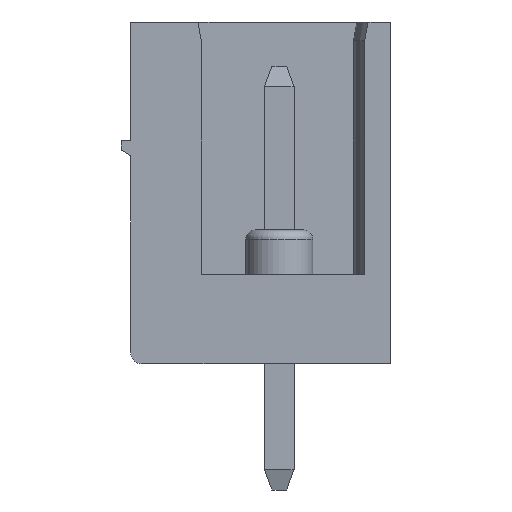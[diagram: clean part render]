
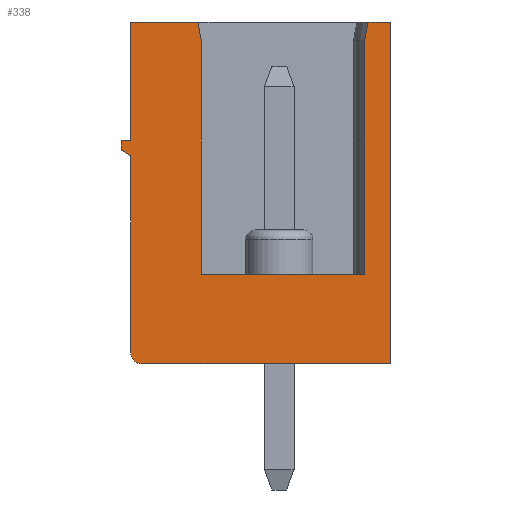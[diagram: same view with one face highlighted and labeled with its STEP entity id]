
A CAD part, left-side view. The second image highlights one B-rep face of the part: STEP entity #338.
In plain terms, the highlighted planar face has unit normal (-1, 0, 0).
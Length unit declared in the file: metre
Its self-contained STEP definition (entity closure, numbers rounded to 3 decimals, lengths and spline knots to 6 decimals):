
#338=ADVANCED_FACE('',(#822),#823,.F.);
#822=FACE_OUTER_BOUND('',#1454,.T.);
#823=PLANE('',#1455);
#1454=EDGE_LOOP('',(#2387,#2388,#2389,#2390,#2391,#2392,#2393,#2394,#2395,#2396,#2397,#2398,#2399,#2400,#2401));
#1455=AXIS2_PLACEMENT_3D('',#2402,#2403,#2404);
#2387=ORIENTED_EDGE('',*,*,#3981,.T.);
#2388=ORIENTED_EDGE('',*,*,#3982,.F.);
#2389=ORIENTED_EDGE('',*,*,#3983,.F.);
#2390=ORIENTED_EDGE('',*,*,#3984,.F.);
#2391=ORIENTED_EDGE('',*,*,#3929,.T.);
#2392=ORIENTED_EDGE('',*,*,#3836,.T.);
#2393=ORIENTED_EDGE('',*,*,#3797,.F.);
#2394=ORIENTED_EDGE('',*,*,#3965,.T.);
#2395=ORIENTED_EDGE('',*,*,#3887,.F.);
#2396=ORIENTED_EDGE('',*,*,#3985,.F.);
#2397=ORIENTED_EDGE('',*,*,#3986,.F.);
#2398=ORIENTED_EDGE('',*,*,#3987,.F.);
#2399=ORIENTED_EDGE('',*,*,#3988,.F.);
#2400=ORIENTED_EDGE('',*,*,#3989,.F.);
#2401=ORIENTED_EDGE('',*,*,#3990,.F.);
#2402=CARTESIAN_POINT('',(-1.086627,0.01086,0.000933));
#2403=DIRECTION('',(1.0,0.0,0.0));
#2404=DIRECTION('',(0.0,1.0,-0.0));
#3797=EDGE_CURVE('',#4542,#4544,#4545,.T.);
#3836=EDGE_CURVE('',#4611,#4544,#4612,.T.);
#3887=EDGE_CURVE('',#4685,#4687,#4688,.T.);
#3929=EDGE_CURVE('',#4745,#4611,#4746,.T.);
#3965=EDGE_CURVE('',#4542,#4687,#4792,.T.);
#3981=EDGE_CURVE('',#4809,#4810,#4811,.F.);
#3982=EDGE_CURVE('',#4812,#4810,#4813,.T.);
#3983=EDGE_CURVE('',#4814,#4812,#4815,.T.);
#3984=EDGE_CURVE('',#4745,#4814,#4816,.T.);
#3985=EDGE_CURVE('',#4817,#4685,#4818,.T.);
#3986=EDGE_CURVE('',#4819,#4817,#4820,.T.);
#3987=EDGE_CURVE('',#4821,#4819,#4822,.T.);
#3988=EDGE_CURVE('',#4823,#4821,#4824,.T.);
#3989=EDGE_CURVE('',#4825,#4823,#4826,.T.);
#3990=EDGE_CURVE('',#4809,#4825,#4827,.T.);
#4542=VERTEX_POINT('',#5620);
#4544=VERTEX_POINT('',#5623);
#4545=LINE('',#5624,#5625);
#4611=VERTEX_POINT('',#5721);
#4612=LINE('',#5722,#5723);
#4685=VERTEX_POINT('',#5832);
#4687=VERTEX_POINT('',#5835);
#4688=LINE('',#5836,#5837);
#4745=VERTEX_POINT('',#5921);
#4746=LINE('',#5922,#5923);
#4792=LINE('',#5994,#5995);
#4809=VERTEX_POINT('',#6019);
#4810=VERTEX_POINT('',#6020);
#4811=CIRCLE('',#6021,0.0003);
#4812=VERTEX_POINT('',#6022);
#4813=LINE('',#6023,#6024);
#4814=VERTEX_POINT('',#6025);
#4815=LINE('',#6026,#6027);
#4816=LINE('',#6028,#6029);
#4817=VERTEX_POINT('',#6030);
#4818=LINE('',#6031,#6032);
#4819=VERTEX_POINT('',#6033);
#4820=LINE('',#6034,#6035);
#4821=VERTEX_POINT('',#6036);
#4822=LINE('',#6037,#6038);
#4823=VERTEX_POINT('',#6039);
#4824=LINE('',#6040,#6041);
#4825=VERTEX_POINT('',#6042);
#4826=LINE('',#6043,#6044);
#4827=LINE('',#6045,#6046);
#5620=CARTESIAN_POINT('',(-1.086627,0.00896,-0.005867));
#5623=CARTESIAN_POINT('',(-1.086627,0.00456,-0.005867));
#5624=CARTESIAN_POINT('',(-1.086627,0.00386,-0.005867));
#5625=VECTOR('',#7145,1.0);
#5721=CARTESIAN_POINT('',(-1.086627,0.00456,0.000433));
#5722=CARTESIAN_POINT('',(-1.086627,0.00456,-0.005567));
#5723=VECTOR('',#7182,1.0);
#5832=CARTESIAN_POINT('',(-1.086627,0.009048,0.000933));
#5835=CARTESIAN_POINT('',(-1.086627,0.00896,0.000433));
#5836=CARTESIAN_POINT('',(-1.086627,0.009048,0.000933));
#5837=VECTOR('',#7223,1.0);
#5921=CARTESIAN_POINT('',(-1.086627,0.004471,0.000933));
#5922=CARTESIAN_POINT('',(-1.086627,0.005565,-0.005267));
#5923=VECTOR('',#7257,1.0);
#5994=CARTESIAN_POINT('',(-1.086627,0.00896,-0.005567));
#5995=VECTOR('',#7280,1.0);
#6019=CARTESIAN_POINT('',(-1.086627,0.01086,-0.007967));
#6020=CARTESIAN_POINT('',(-1.086627,0.01056,-0.008267));
#6021=AXIS2_PLACEMENT_3D('',#7291,#7292,#7293);
#6022=CARTESIAN_POINT('',(-1.086627,0.00386,-0.008267));
#6023=CARTESIAN_POINT('',(-1.086627,0.01056,-0.008267));
#6024=VECTOR('',#7294,1.0);
#6025=CARTESIAN_POINT('',(-1.086627,0.00386,0.000933));
#6026=CARTESIAN_POINT('',(-1.086627,0.00386,-0.008267));
#6027=VECTOR('',#7295,1.0);
#6028=CARTESIAN_POINT('',(-1.086627,0.00386,0.000933));
#6029=VECTOR('',#7296,1.0);
#6030=CARTESIAN_POINT('',(-1.086627,0.01086,0.000933));
#6031=CARTESIAN_POINT('',(-1.086627,0.00386,0.000933));
#6032=VECTOR('',#7297,1.0);
#6033=CARTESIAN_POINT('',(-1.086627,0.01086,-0.002267));
#6034=CARTESIAN_POINT('',(-1.086627,0.01086,0.000933));
#6035=VECTOR('',#7298,1.0);
#6036=CARTESIAN_POINT('',(-1.086627,0.01111,-0.002267));
#6037=CARTESIAN_POINT('',(-1.086627,0.01086,-0.002267));
#6038=VECTOR('',#7299,1.0);
#6039=CARTESIAN_POINT('',(-1.086627,0.01111,-0.002517));
#6040=CARTESIAN_POINT('',(-1.086627,0.01111,-0.002267));
#6041=VECTOR('',#7300,1.0);
#6042=CARTESIAN_POINT('',(-1.086627,0.01086,-0.002667));
#6043=CARTESIAN_POINT('',(-1.086627,0.01111,-0.002517));
#6044=VECTOR('',#7301,1.0);
#6045=CARTESIAN_POINT('',(-1.086627,0.01086,-0.002667));
#6046=VECTOR('',#7302,1.0);
#7145=DIRECTION('',(0.0,-1.0,0.));
#7182=DIRECTION('',(0.0,0.,-1.0));
#7223=DIRECTION('',(0.0,-0.174,-0.985));
#7257=DIRECTION('',(0.0,0.174,-0.985));
#7280=DIRECTION('',(0.0,0.,1.0));
#7291=CARTESIAN_POINT('',(-1.086627,0.01056,-0.007967));
#7292=DIRECTION('',(1.0,0.0,0.0));
#7293=DIRECTION('',(0.0,0.0,-1.0));
#7294=DIRECTION('',(0.0,1.0,0.));
#7295=DIRECTION('',(0.0,0.,-1.0));
#7296=DIRECTION('',(0.0,-1.0,0.));
#7297=DIRECTION('',(0.0,-1.0,0.));
#7298=DIRECTION('',(0.0,0.,1.0));
#7299=DIRECTION('',(0.0,-1.0,0.));
#7300=DIRECTION('',(0.0,0.,1.0));
#7301=DIRECTION('',(0.0,0.857,0.514));
#7302=DIRECTION('',(0.0,0.,1.0));
